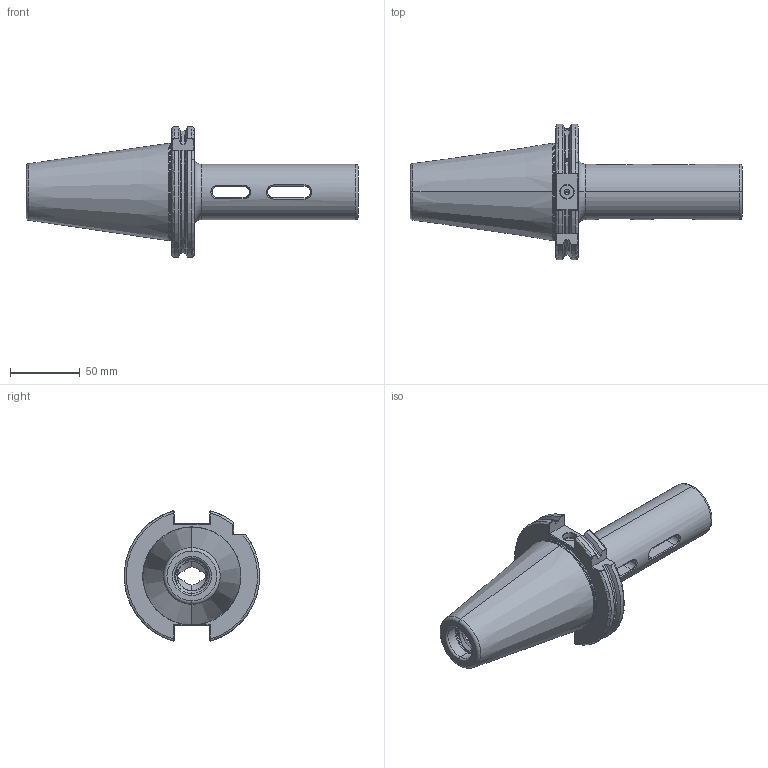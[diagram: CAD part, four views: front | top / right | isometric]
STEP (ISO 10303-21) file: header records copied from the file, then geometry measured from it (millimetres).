
FILE_DESCRIPTION (( 'STEP AP203' ), '1' );
FILE_NAME ('502.07.03.1.STEP', '2016-07-16T06:22:37', ( '' ), ( '' ), 'SwSTEP 2.0', 'SolidWorks 2012', '' );
FILE_SCHEMA (( 'CONFIG_CONTROL_DESIGN' ));
Length unit declared in the file: millimetre
Products named in the file (1): 502.07.03.1
Bounding box: 238.75 x 97.32 x 93.81 mm (x, y, z)
Volume: 418189.1 mm3; surface area: 68410 mm2
Topology: 1 solids, 1 shells, 217 faces, 570 edges, 347 vertices
Faces by surface type: cylinder 67, plane 62, torus 35, cone 30, bspline 23
Entity records: 18558 total; most frequent: CARTESIAN_POINT 13616, ORIENTED_EDGE 1120, DIRECTION 873, EDGE_CURVE 560, VERTEX_POINT 347, AXIS2_PLACEMENT_3D 337, EDGE_LOOP 229, FACE_OUTER_BOUND 217
